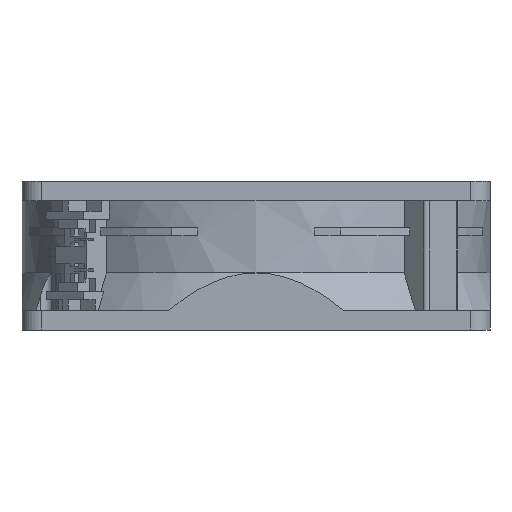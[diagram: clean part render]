
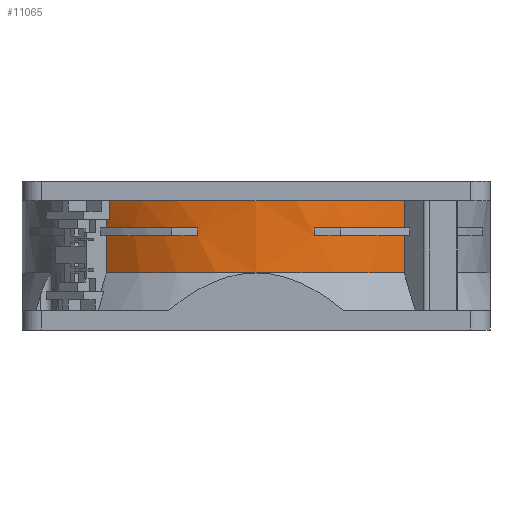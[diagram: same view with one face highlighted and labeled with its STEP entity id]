
A CAD part, front view. The second image highlights one B-rep face of the part: STEP entity #11065.
In plain terms, the highlighted cylindrical face has radius 60 mm (diameter 120 mm), a partial arc.
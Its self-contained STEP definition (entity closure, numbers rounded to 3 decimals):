
#1519=CARTESIAN_POINT('',(-38.359,-46.137,
-1.269));
#1521=CARTESIAN_POINT('',(0.,0.,-1.269));
#1522=DIRECTION('',(0.,0.,1.));
#1523=DIRECTION('',(-0.639,-0.769,0.));
#1524=AXIS2_PLACEMENT_3D('',#1521,#1522,#1523);
#1526=CARTESIAN_POINT('',(0.,-60.,-1.269));
#1543=DIRECTION('',(0.,0.,1.));
#1544=VECTOR('',#1543,9.558);
#1545=CARTESIAN_POINT('',(-38.359,-46.137,
-1.269));
#1546=LINE('',#1545,#1544);
#1547=DIRECTION('',(0.,0.,1.));
#1548=VECTOR('',#1547,2.);
#1549=CARTESIAN_POINT('',(-14.98,-58.1,
8.289));
#1550=LINE('',#1549,#1548);
#1551=DIRECTION('',(0.,0.,1.));
#1552=VECTOR('',#1551,2.2);
#1553=CARTESIAN_POINT('',(-38.359,-46.137,
10.289));
#1554=LINE('',#1553,#1552);
#1555=DIRECTION('',(0.,0.,1.));
#1556=VECTOR('',#1555,4.8);
#1557=CARTESIAN_POINT('',(-37.581,-46.773,
12.489));
#1558=LINE('',#1557,#1556);
#1559=DIRECTION('',(0.,0.,-1.));
#1560=VECTOR('',#1559,7.);
#1561=CARTESIAN_POINT('',(37.971,-46.456,17.289));
#1562=LINE('',#1561,#1560);
#1563=DIRECTION('',(0.,0.,-1.));
#1564=VECTOR('',#1563,2.);
#1565=CARTESIAN_POINT('',(14.98,-58.1,10.289));
#1566=LINE('',#1565,#1564);
#1567=DIRECTION('',(0.,0.,-1.));
#1568=VECTOR('',#1567,9.558);
#1569=CARTESIAN_POINT('',(37.971,-46.456,8.289));
#1570=LINE('',#1569,#1568);
#1584=CARTESIAN_POINT('',(0.,0.,8.289));
#1585=DIRECTION('',(0.,0.,-1.));
#1586=DIRECTION('',(-0.25,-0.968,0.));
#1587=AXIS2_PLACEMENT_3D('',#1584,#1585,#1586);
#1601=CARTESIAN_POINT('',(0.,0.,10.289));
#1602=DIRECTION('',(0.,0.,1.));
#1603=DIRECTION('',(-0.639,-0.769,0.));
#1604=AXIS2_PLACEMENT_3D('',#1601,#1602,#1603);
#1648=CARTESIAN_POINT('',(0.,0.,12.489));
#1649=DIRECTION('',(0.,0.,-1.));
#1650=DIRECTION('',(-0.626,-0.78,0.));
#1651=AXIS2_PLACEMENT_3D('',#1648,#1649,#1650);
#2375=CARTESIAN_POINT('',(0.,0.,17.289));
#2376=DIRECTION('',(0.,0.,-1.));
#2377=DIRECTION('',(0.,-1.,0.));
#2378=AXIS2_PLACEMENT_3D('',#2375,#2376,#2377);
#5192=CARTESIAN_POINT('',(0.,0.,-1.269));
#5193=DIRECTION('',(0.,0.,1.));
#5194=DIRECTION('',(0.,-1.,0.));
#5195=AXIS2_PLACEMENT_3D('',#5192,#5193,#5194);
#5228=CARTESIAN_POINT('',(0.,0.,17.289));
#5229=DIRECTION('',(0.,0.,-1.));
#5230=DIRECTION('',(0.633,-0.774,0.));
#5231=AXIS2_PLACEMENT_3D('',#5228,#5229,#5230);
#5598=CARTESIAN_POINT('',(0.,0.,8.289));
#5599=DIRECTION('',(0.,0.,-1.));
#5600=DIRECTION('',(0.633,-0.774,0.));
#5601=AXIS2_PLACEMENT_3D('',#5598,#5599,#5600);
#5625=CARTESIAN_POINT('',(0.,0.,10.289));
#5626=DIRECTION('',(0.,0.,1.));
#5627=DIRECTION('',(0.25,-0.968,0.));
#5628=AXIS2_PLACEMENT_3D('',#5625,#5626,#5627);
#7589=VERTEX_POINT('',#1526);
#7594=CARTESIAN_POINT('',(0.,-60.,17.289));
#7595=VERTEX_POINT('',#7594);
#7604=VERTEX_POINT('',#1519);
#7675=CARTESIAN_POINT('',(-38.359,-46.137,
8.289));
#7676=VERTEX_POINT('',#7675);
#7677=CARTESIAN_POINT('',(-14.98,-58.1,
8.289));
#7678=VERTEX_POINT('',#7677);
#7679=CARTESIAN_POINT('',(-14.98,-58.1,
10.289));
#7680=VERTEX_POINT('',#7679);
#7681=CARTESIAN_POINT('',(-38.359,-46.137,
10.289));
#7682=VERTEX_POINT('',#7681);
#7683=CARTESIAN_POINT('',(-38.359,-46.137,
12.489));
#7684=VERTEX_POINT('',#7683);
#7685=CARTESIAN_POINT('',(-37.581,-46.773,
12.489));
#7686=VERTEX_POINT('',#7685);
#7687=CARTESIAN_POINT('',(-37.581,-46.773,
17.289));
#7688=VERTEX_POINT('',#7687);
#7689=CARTESIAN_POINT('',(37.971,-46.456,17.289));
#7690=VERTEX_POINT('',#7689);
#7691=CARTESIAN_POINT('',(37.971,-46.456,10.289));
#7692=VERTEX_POINT('',#7691);
#7693=CARTESIAN_POINT('',(14.98,-58.1,10.289));
#7694=VERTEX_POINT('',#7693);
#7695=CARTESIAN_POINT('',(14.98,-58.1,8.289));
#7696=VERTEX_POINT('',#7695);
#7697=CARTESIAN_POINT('',(37.971,-46.456,8.289));
#7698=VERTEX_POINT('',#7697);
#7699=CARTESIAN_POINT('',(37.971,-46.456,
-1.269));
#7700=VERTEX_POINT('',#7699);
#11029=CARTESIAN_POINT('',(0.,0.,-17.821));
#11030=DIRECTION('',(0.,0.,1.));
#11031=DIRECTION('',(0.,1.,0.));
#11032=AXIS2_PLACEMENT_3D('',#11029,#11030,#11031);
#11033=CYLINDRICAL_SURFACE('',#11032,60.);
#11034=ORIENTED_EDGE('',*,*,#10422,.T.);
#11036=ORIENTED_EDGE('',*,*,#11035,.F.);
#11038=ORIENTED_EDGE('',*,*,#11037,.T.);
#11040=ORIENTED_EDGE('',*,*,#11039,.F.);
#11041=ORIENTED_EDGE('',*,*,#10414,.T.);
#11043=ORIENTED_EDGE('',*,*,#11042,.F.);
#11045=ORIENTED_EDGE('',*,*,#11044,.T.);
#11047=ORIENTED_EDGE('',*,*,#11046,.F.);
#11049=ORIENTED_EDGE('',*,*,#11048,.F.);
#11051=ORIENTED_EDGE('',*,*,#11050,.T.);
#11053=ORIENTED_EDGE('',*,*,#11052,.F.);
#11055=ORIENTED_EDGE('',*,*,#11054,.T.);
#11057=ORIENTED_EDGE('',*,*,#11056,.F.);
#11059=ORIENTED_EDGE('',*,*,#11058,.T.);
#11061=ORIENTED_EDGE('',*,*,#11060,.F.);
#11062=ORIENTED_EDGE('',*,*,#11017,.F.);
#11063=EDGE_LOOP('',(#11034,#11036,#11038,#11040,#11041,#11043,#11045,#11047,
#11049,#11051,#11053,#11055,#11057,#11059,#11061,#11062));
#11064=FACE_OUTER_BOUND('',#11063,.F.);
#11065=ADVANCED_FACE('',(#11064),#11033,.T.);
#1525=CIRCLE('',#1524,60.);
#1588=CIRCLE('',#1587,60.);
#1605=CIRCLE('',#1604,60.);
#1652=CIRCLE('',#1651,60.);
#2379=CIRCLE('',#2378,60.);
#5196=CIRCLE('',#5195,60.);
#5232=CIRCLE('',#5231,60.);
#5602=CIRCLE('',#5601,60.);
#5629=CIRCLE('',#5628,60.);
#10414=EDGE_CURVE('',#7682,#7684,#1554,.T.);
#10422=EDGE_CURVE('',#7604,#7676,#1546,.T.);
#11017=EDGE_CURVE('',#7604,#7589,#1525,.T.);
#11035=EDGE_CURVE('',#7678,#7676,#1588,.T.);
#11037=EDGE_CURVE('',#7678,#7680,#1550,.T.);
#11039=EDGE_CURVE('',#7682,#7680,#1605,.T.);
#11042=EDGE_CURVE('',#7686,#7684,#1652,.T.);
#11044=EDGE_CURVE('',#7686,#7688,#1558,.T.);
#11046=EDGE_CURVE('',#7595,#7688,#2379,.T.);
#11048=EDGE_CURVE('',#7690,#7595,#5232,.T.);
#11050=EDGE_CURVE('',#7690,#7692,#1562,.T.);
#11052=EDGE_CURVE('',#7694,#7692,#5629,.T.);
#11054=EDGE_CURVE('',#7694,#7696,#1566,.T.);
#11056=EDGE_CURVE('',#7698,#7696,#5602,.T.);
#11058=EDGE_CURVE('',#7698,#7700,#1570,.T.);
#11060=EDGE_CURVE('',#7589,#7700,#5196,.T.);
